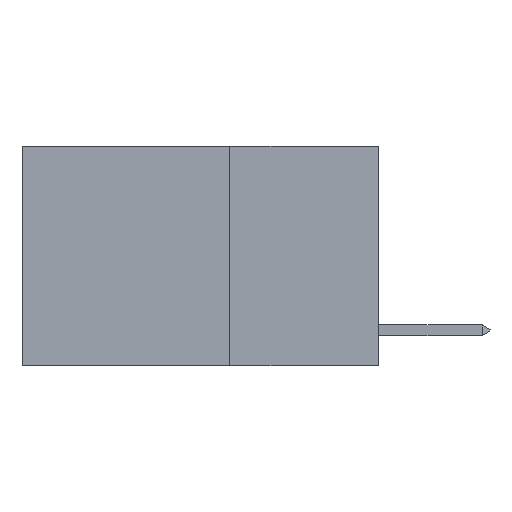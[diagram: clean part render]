
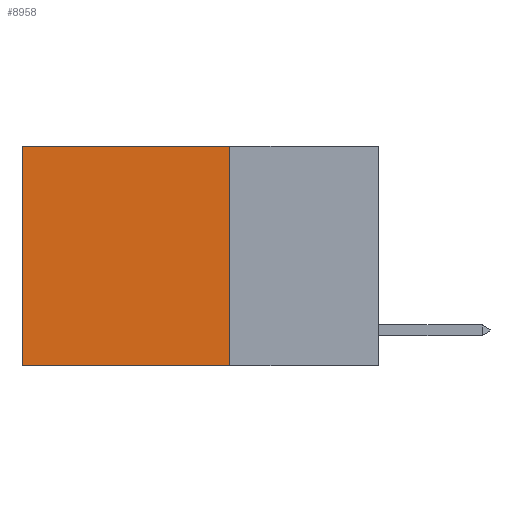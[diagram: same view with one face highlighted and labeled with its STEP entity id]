
A CAD part, left-side view. The second image highlights one B-rep face of the part: STEP entity #8958.
In plain terms, the highlighted planar face has unit normal (-1, 0, 0).
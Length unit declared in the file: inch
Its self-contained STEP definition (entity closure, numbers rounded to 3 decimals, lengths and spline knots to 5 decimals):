
#328 = VERTEX_POINT ( 'NONE', #3383 ) ;
#907 = DIRECTION ( 'NONE',  ( 0., 0., -1. ) ) ;
#1247 = EDGE_CURVE ( 'NONE', #11554, #328, #6891, .T. ) ;
#1515 = VERTEX_POINT ( 'NONE', #11147 ) ;
#2310 = VECTOR ( 'NONE', #907, 39.37008 ) ;
#2440 = CARTESIAN_POINT ( 'NONE',  ( 0.2625, 0.25, 0. ) ) ;
#2847 = CARTESIAN_POINT ( 'NONE',  ( 0.2625, 0.25, -0.37 ) ) ;
#3181 = ORIENTED_EDGE ( 'NONE', *, *, #6346, .T. ) ;
#3383 = CARTESIAN_POINT ( 'NONE',  ( 0.2625, 0.25, -0.37 ) ) ;
#4083 = AXIS2_PLACEMENT_3D ( 'NONE', #12895, #12798, #6950 ) ;
#4300 = CARTESIAN_POINT ( 'NONE',  ( 0.2625, 0.6, 0. ) ) ;
#4597 = PLANE ( 'NONE',  #4083 ) ;
#4759 = EDGE_CURVE ( 'NONE', #328, #1515, #10691, .T. ) ;
#5038 = DIRECTION ( 'NONE',  ( 0., 0., -1. ) ) ;
#5070 = FACE_OUTER_BOUND ( 'NONE', #10067, .T. ) ;
#5192 = CARTESIAN_POINT ( 'NONE',  ( 0.2625, 0.25, 0. ) ) ;
#5517 = ORIENTED_EDGE ( 'NONE', *, *, #6652, .T. ) ;
#5714 = CARTESIAN_POINT ( 'NONE',  ( 0.2625, 0.25, 0. ) ) ;
#6240 = VERTEX_POINT ( 'NONE', #4300 ) ;
#6297 = VECTOR ( 'NONE', #5038, 39.37008 ) ;
#6346 = EDGE_CURVE ( 'NONE', #11554, #6240, #8222, .T. ) ;
#6652 = EDGE_CURVE ( 'NONE', #6240, #1515, #9767, .T. ) ;
#6891 = LINE ( 'NONE', #5714, #2310 ) ;
#6950 = DIRECTION ( 'NONE',  ( 0., 0., -1. ) ) ;
#8222 = LINE ( 'NONE', #2440, #12836 ) ;
#8958 = ADVANCED_FACE ( 'NONE', ( #5070 ), #4597, .F. ) ;
#9767 = LINE ( 'NONE', #12135, #6297 ) ;
#10067 = EDGE_LOOP ( 'NONE', ( #5517, #10740, #12789, #3181 ) ) ;
#10691 = LINE ( 'NONE', #2847, #14925 ) ;
#10740 = ORIENTED_EDGE ( 'NONE', *, *, #4759, .F. ) ;
#10768 = DIRECTION ( 'NONE',  ( 0., 1., 0. ) ) ;
#11147 = CARTESIAN_POINT ( 'NONE',  ( 0.2625, 0.6, -0.37 ) ) ;
#11264 = DIRECTION ( 'NONE',  ( 0., 1., 0. ) ) ;
#11554 = VERTEX_POINT ( 'NONE', #5192 ) ;
#12135 = CARTESIAN_POINT ( 'NONE',  ( 0.2625, 0.6, 0. ) ) ;
#12789 = ORIENTED_EDGE ( 'NONE', *, *, #1247, .F. ) ;
#12798 = DIRECTION ( 'NONE',  ( 1., 0., 0. ) ) ;
#12836 = VECTOR ( 'NONE', #10768, 39.37008 ) ;
#12895 = CARTESIAN_POINT ( 'NONE',  ( 0.2625, 0.25, 0. ) ) ;
#14925 = VECTOR ( 'NONE', #11264, 39.37008 ) ;
